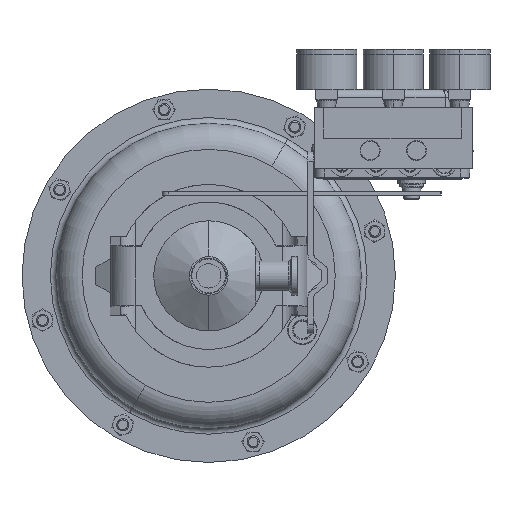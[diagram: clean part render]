
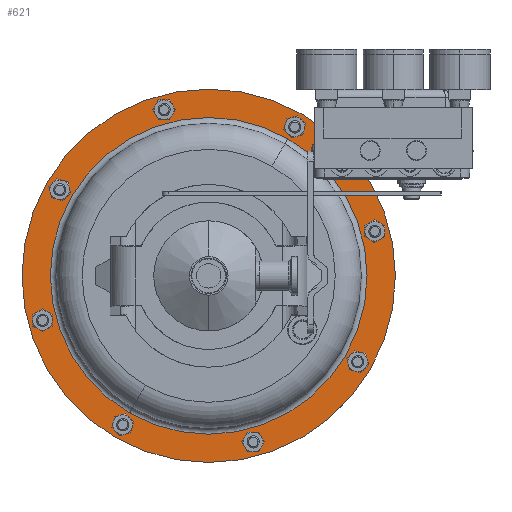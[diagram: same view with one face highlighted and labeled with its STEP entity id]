
A CAD part, front view. The second image highlights one B-rep face of the part: STEP entity #621.
In plain terms, the highlighted planar face has unit normal (0, -1, 0).
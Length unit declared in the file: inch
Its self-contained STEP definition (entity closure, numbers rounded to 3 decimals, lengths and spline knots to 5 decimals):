
#621 = ADVANCED_FACE ( 'NONE', ( #10103, #42185 ), #23450, .T. ) ;
#2221 = CARTESIAN_POINT ( 'NONE',  ( 4.11362, 9.563, -2.375 ) ) ;
#4289 = CIRCLE ( 'NONE', #82542, 4.029 ) ;
#7055 = EDGE_LOOP ( 'NONE', ( #38750, #44456 ) ) ;
#7451 = DIRECTION ( 'NONE',  ( 0.5, 0., 0.866 ) ) ;
#9872 = EDGE_CURVE ( 'NONE', #48108, #32153, #13682, .T. ) ;
#10103 = FACE_BOUND ( 'NONE', #77883, .T. ) ;
#10374 = CARTESIAN_POINT ( 'NONE',  ( 2.0145, 9.563, 3.48922 ) ) ;
#12807 = CARTESIAN_POINT ( 'NONE',  ( -2.0145, 9.563, -3.48922 ) ) ;
#13519 = VERTEX_POINT ( 'NONE', #12807 ) ;
#13682 = CIRCLE ( 'NONE', #87598, 4.75 ) ;
#15593 = DIRECTION ( 'NONE',  ( 0., 1., 0. ) ) ;
#22539 = CARTESIAN_POINT ( 'NONE',  ( 0., 9.563, 0. ) ) ;
#23450 = PLANE ( 'NONE',  #49606 ) ;
#23866 = CARTESIAN_POINT ( 'NONE',  ( -2.375, 9.563, -4.11362 ) ) ;
#24287 = AXIS2_PLACEMENT_3D ( 'NONE', #59462, #15593, #88929 ) ;
#26361 = ORIENTED_EDGE ( 'NONE', *, *, #38605, .T. ) ;
#26973 = DIRECTION ( 'NONE',  ( 0., 1., 0. ) ) ;
#32153 = VERTEX_POINT ( 'NONE', #23866 ) ;
#34285 = CIRCLE ( 'NONE', #39913, 4.75 ) ;
#34654 = DIRECTION ( 'NONE',  ( 0.5, 0., 0.866 ) ) ;
#38161 = DIRECTION ( 'NONE',  ( -0.5, 0., -0.866 ) ) ;
#38605 = EDGE_CURVE ( 'NONE', #13519, #92096, #50627, .T. ) ;
#38750 = ORIENTED_EDGE ( 'NONE', *, *, #9872, .F. ) ;
#39913 = AXIS2_PLACEMENT_3D ( 'NONE', #22539, #87565, #7451 ) ;
#42185 = FACE_OUTER_BOUND ( 'NONE', #7055, .T. ) ;
#44352 = CARTESIAN_POINT ( 'NONE',  ( 0., 9.563, 0. ) ) ;
#44456 = ORIENTED_EDGE ( 'NONE', *, *, #57586, .F. ) ;
#45505 = ORIENTED_EDGE ( 'NONE', *, *, #72097, .T. ) ;
#48108 = VERTEX_POINT ( 'NONE', #77488 ) ;
#49606 = AXIS2_PLACEMENT_3D ( 'NONE', #2221, #81998, #38161 ) ;
#50627 = CIRCLE ( 'NONE', #24287, 4.029 ) ;
#57586 = EDGE_CURVE ( 'NONE', #32153, #48108, #34285, .T. ) ;
#57809 = DIRECTION ( 'NONE',  ( 0.5, 0., 0.866 ) ) ;
#59462 = CARTESIAN_POINT ( 'NONE',  ( 0., 9.563, 0. ) ) ;
#72097 = EDGE_CURVE ( 'NONE', #92096, #13519, #4289, .T. ) ;
#72516 = DIRECTION ( 'NONE',  ( 0., 1., 0. ) ) ;
#77488 = CARTESIAN_POINT ( 'NONE',  ( 2.375, 9.563, 4.11362 ) ) ;
#77883 = EDGE_LOOP ( 'NONE', ( #45505, #26361 ) ) ;
#81998 = DIRECTION ( 'NONE',  ( 0., -1., 0. ) ) ;
#82542 = AXIS2_PLACEMENT_3D ( 'NONE', #44352, #72516, #57809 ) ;
#86176 = CARTESIAN_POINT ( 'NONE',  ( 0., 9.563, 0. ) ) ;
#87565 = DIRECTION ( 'NONE',  ( 0., 1., 0. ) ) ;
#87598 = AXIS2_PLACEMENT_3D ( 'NONE', #86176, #26973, #34654 ) ;
#88929 = DIRECTION ( 'NONE',  ( 0.5, 0., 0.866 ) ) ;
#92096 = VERTEX_POINT ( 'NONE', #10374 ) ;
